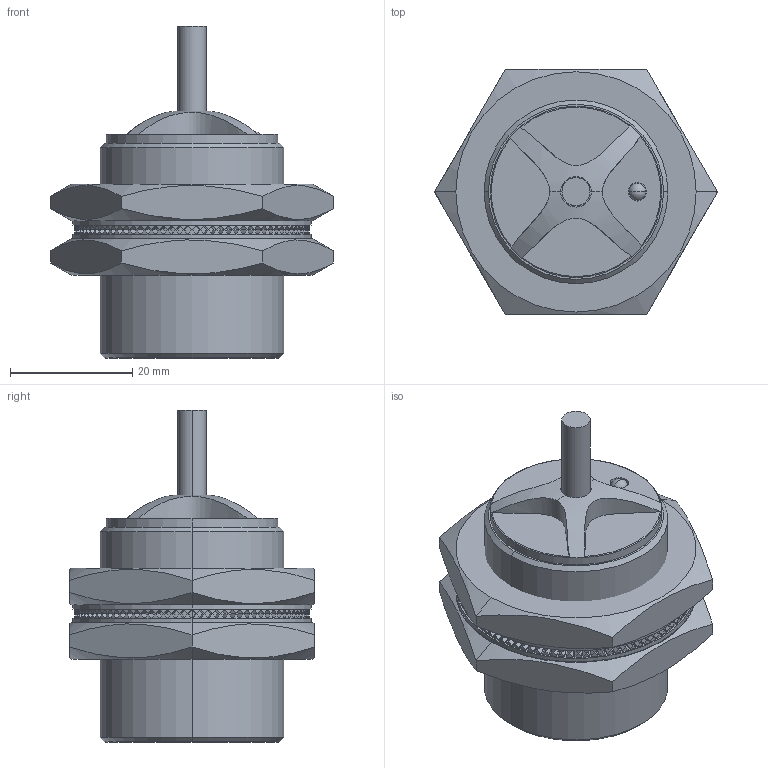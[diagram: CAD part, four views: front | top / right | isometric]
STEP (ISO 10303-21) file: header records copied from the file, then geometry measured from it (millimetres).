
FILE_DESCRIPTION (( 'STEP AP214' ), '1' );
FILE_NAME ('M30-傻倰ょす俋褲.STEP', '2015-09-23T08:45:30', ( '' ), ( '' ), 'SwSTEP 2.0', 'SolidWorks 2013', '' );
FILE_SCHEMA (( 'AUTOMOTIVE_DESIGN' ));
Length unit declared in the file: millimetre
Products named in the file (1): M30-傻倰ょす俋褲
Bounding box: 46.19 x 40 x 54.22 mm (x, y, z)
Volume: 36773 mm3; surface area: 11719.5 mm2
Topology: 3 solids, 3 shells, 1164 faces, 2876 edges, 1909 vertices
Faces by surface type: plane 1110, cylinder 24, cone 20, sphere 4, bspline 4, torus 2
Entity records: 34543 total; most frequent: CARTESIAN_POINT 6448, ORIENTED_EDGE 5752, DIRECTION 5250, EDGE_CURVE 2876, VECTOR 2756, LINE 2756, VERTEX_POINT 1909, EDGE_LOOP 1359
